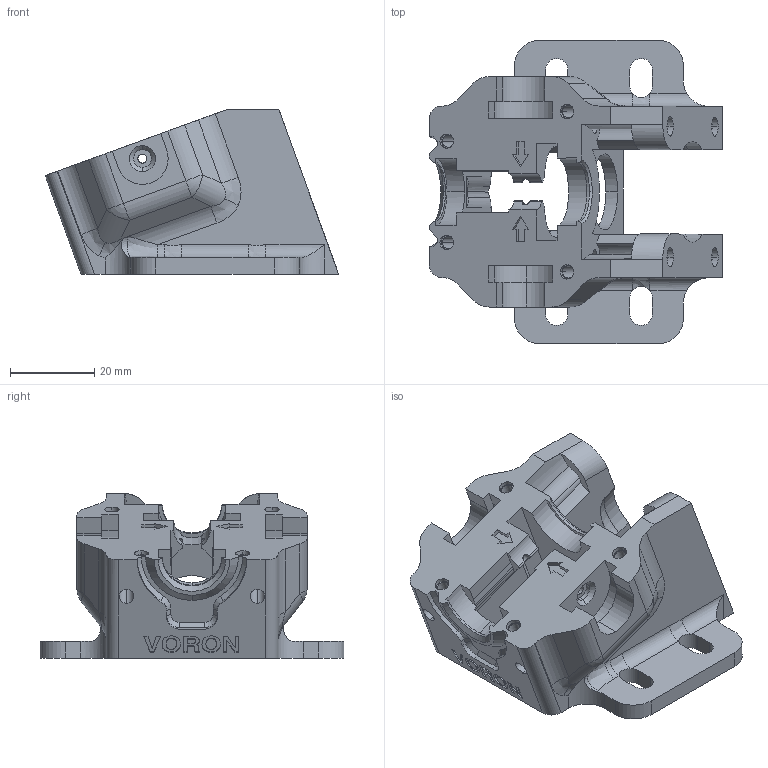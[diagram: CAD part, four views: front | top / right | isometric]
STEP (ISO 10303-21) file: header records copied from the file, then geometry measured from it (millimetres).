
FILE_DESCRIPTION (( 'STEP AP214' ), '1' );
FILE_NAME ('BMGobius Body B.STEP', '2018-06-06T00:14:05', ( '' ), ( '' ), 'SwSTEP 2.0', 'SolidWorks 2013', '' );
FILE_SCHEMA (( 'AUTOMOTIVE_DESIGN' ));
Length unit declared in the file: millimetre
Products named in the file (1): BMGobius Body B
Bounding box: 69.54 x 72 x 39 mm (x, y, z)
Volume: 50901.9 mm3; surface area: 20837.5 mm2
Topology: 1 solids, 1 shells, 371 faces, 1017 edges, 655 vertices
Faces by surface type: plane 158, cylinder 134, bspline 53, cone 18, torus 4, sphere 4
Entity records: 14827 total; most frequent: CARTESIAN_POINT 5591, ORIENTED_EDGE 2020, DIRECTION 1798, EDGE_CURVE 1010, VERTEX_POINT 655, AXIS2_PLACEMENT_3D 610, VECTOR 578, LINE 578
